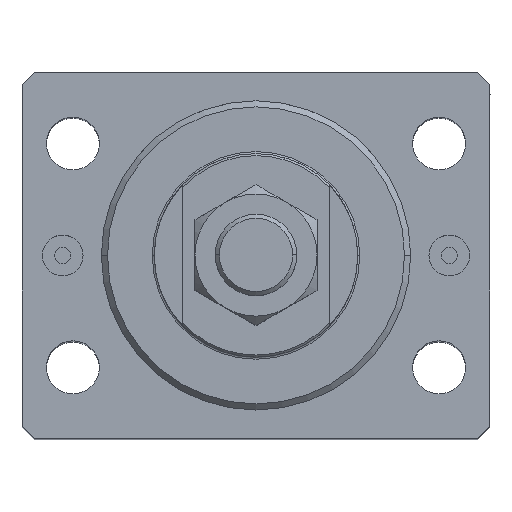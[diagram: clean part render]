
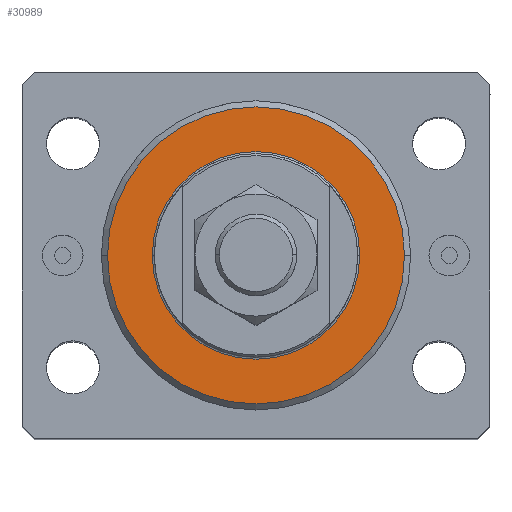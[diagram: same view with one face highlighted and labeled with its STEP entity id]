
A CAD part, top view. The second image highlights one B-rep face of the part: STEP entity #30989.
In plain terms, the highlighted face is planar.
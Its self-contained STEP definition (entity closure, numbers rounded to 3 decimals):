
#104 = CARTESIAN_POINT ( 'NONE',  ( 36.5, 0., 0. ) ) ;
#441 = CARTESIAN_POINT ( 'NONE',  ( -25.5, 0., 0. ) ) ;
#520 = CIRCLE ( 'NONE', #12396, 25.5 ) ;
#1272 = CARTESIAN_POINT ( 'NONE',  ( 0., 0., 0. ) ) ;
#2449 = ORIENTED_EDGE ( 'NONE', *, *, #12668, .T. ) ;
#2526 = EDGE_CURVE ( 'NONE', #38312, #37697, #2571, .T. ) ;
#2571 = CIRCLE ( 'NONE', #6293, 25.5 ) ;
#3872 = ORIENTED_EDGE ( 'NONE', *, *, #41864, .T. ) ;
#6293 = AXIS2_PLACEMENT_3D ( 'NONE', #31306, #42230, #45265 ) ;
#10791 = CIRCLE ( 'NONE', #13761, 36.5 ) ;
#11776 = AXIS2_PLACEMENT_3D ( 'NONE', #15904, #32963, #44125 ) ;
#12396 = AXIS2_PLACEMENT_3D ( 'NONE', #41590, #16880, #37874 ) ;
#12668 = EDGE_CURVE ( 'NONE', #22911, #45644, #16956, .T. ) ;
#13761 = AXIS2_PLACEMENT_3D ( 'NONE', #1272, #18268, #36699 ) ;
#15003 = DIRECTION ( 'NONE',  ( 0., 0., 1. ) ) ;
#15465 = FACE_OUTER_BOUND ( 'NONE', #39086, .T. ) ;
#15904 = CARTESIAN_POINT ( 'NONE',  ( 0., 0., 0. ) ) ;
#16880 = DIRECTION ( 'NONE',  ( 0., 0., 1. ) ) ;
#16956 = CIRCLE ( 'NONE', #11776, 36.5 ) ;
#17170 = CARTESIAN_POINT ( 'NONE',  ( -36.5, 0., 0. ) ) ;
#18268 = DIRECTION ( 'NONE',  ( 0., 0., -1. ) ) ;
#22911 = VERTEX_POINT ( 'NONE', #104 ) ;
#23878 = EDGE_LOOP ( 'NONE', ( #24968, #3872 ) ) ;
#24968 = ORIENTED_EDGE ( 'NONE', *, *, #2526, .T. ) ;
#25272 = FACE_BOUND ( 'NONE', #23878, .T. ) ;
#29033 = PLANE ( 'NONE',  #33842 ) ;
#30989 = ADVANCED_FACE ( 'NONE', ( #25272, #15465 ), #29033, .F. ) ;
#31306 = CARTESIAN_POINT ( 'NONE',  ( 0., 0., 0. ) ) ;
#31739 = EDGE_CURVE ( 'NONE', #45644, #22911, #10791, .T. ) ;
#32963 = DIRECTION ( 'NONE',  ( 0., 0., -1. ) ) ;
#33842 = AXIS2_PLACEMENT_3D ( 'NONE', #39267, #15003, #43911 ) ;
#36699 = DIRECTION ( 'NONE',  ( 1., 0., 0. ) ) ;
#37697 = VERTEX_POINT ( 'NONE', #441 ) ;
#37874 = DIRECTION ( 'NONE',  ( 1., 0., 0. ) ) ;
#38312 = VERTEX_POINT ( 'NONE', #39644 ) ;
#39086 = EDGE_LOOP ( 'NONE', ( #2449, #45938 ) ) ;
#39267 = CARTESIAN_POINT ( 'NONE',  ( 0., 0., 0. ) ) ;
#39644 = CARTESIAN_POINT ( 'NONE',  ( 25.5, 0., 0. ) ) ;
#41590 = CARTESIAN_POINT ( 'NONE',  ( 0., 0., 0. ) ) ;
#41864 = EDGE_CURVE ( 'NONE', #37697, #38312, #520, .T. ) ;
#42230 = DIRECTION ( 'NONE',  ( 0., 0., 1. ) ) ;
#43911 = DIRECTION ( 'NONE',  ( 1., 0., 0. ) ) ;
#44125 = DIRECTION ( 'NONE',  ( 1., 0., 0. ) ) ;
#45265 = DIRECTION ( 'NONE',  ( 1., 0., 0. ) ) ;
#45644 = VERTEX_POINT ( 'NONE', #17170 ) ;
#45938 = ORIENTED_EDGE ( 'NONE', *, *, #31739, .T. ) ;
